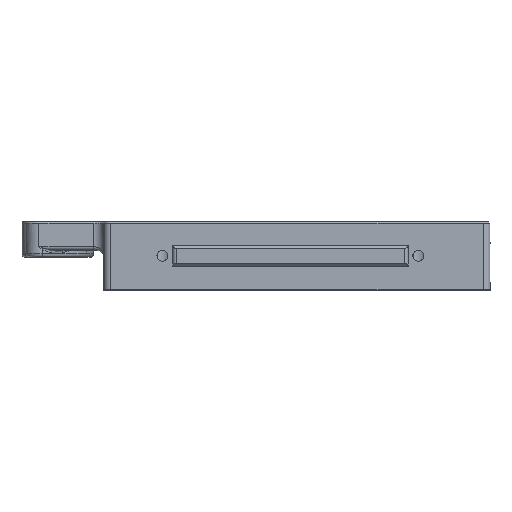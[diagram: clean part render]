
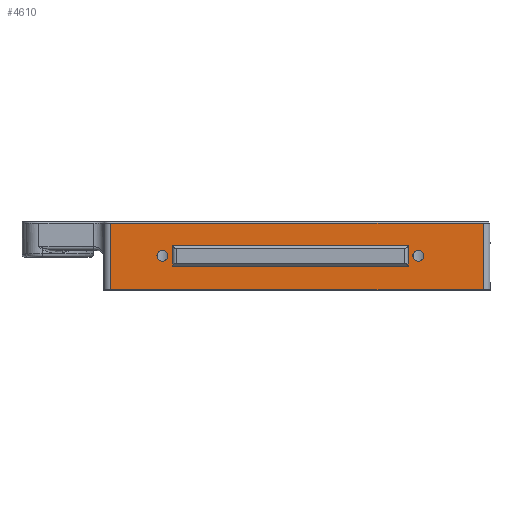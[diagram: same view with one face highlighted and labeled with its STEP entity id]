
A CAD part, top view. The second image highlights one B-rep face of the part: STEP entity #4610.
In plain terms, the highlighted planar face has unit normal (0, 0, 1).
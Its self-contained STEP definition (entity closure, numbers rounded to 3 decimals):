
#273=FACE_BOUND('',#675,.T.);
#274=FACE_BOUND('',#676,.T.);
#275=FACE_BOUND('',#677,.T.);
#293=PLANE('',#4985);
#413=FACE_OUTER_BOUND('',#674,.T.);
#674=EDGE_LOOP('',(#3400,#3401,#3402,#3403));
#675=EDGE_LOOP('',(#3404));
#676=EDGE_LOOP('',(#3405,#3406,#3407,#3408));
#677=EDGE_LOOP('',(#3409));
#1006=CIRCLE('',#4986,1.6);
#1007=CIRCLE('',#4987,1.6);
#1223=LINE('',#7164,#1623);
#1225=LINE('',#7169,#1625);
#1243=LINE('',#7243,#1643);
#1244=LINE('',#7244,#1644);
#1245=LINE('',#7249,#1645);
#1246=LINE('',#7251,#1646);
#1247=LINE('',#7253,#1647);
#1248=LINE('',#7254,#1648);
#1623=VECTOR('',#5688,10.);
#1625=VECTOR('',#5694,10.);
#1643=VECTOR('',#5746,10.);
#1644=VECTOR('',#5747,10.);
#1645=VECTOR('',#5750,10.);
#1646=VECTOR('',#5751,10.);
#1647=VECTOR('',#5752,10.);
#1648=VECTOR('',#5753,10.);
#1928=VERTEX_POINT('',#6770);
#2112=VERTEX_POINT('',#7163);
#2113=VERTEX_POINT('',#7167);
#2129=VERTEX_POINT('',#7242);
#2130=VERTEX_POINT('',#7245);
#2131=VERTEX_POINT('',#7247);
#2132=VERTEX_POINT('',#7248);
#2133=VERTEX_POINT('',#7250);
#2134=VERTEX_POINT('',#7252);
#2135=VERTEX_POINT('',#7255);
#2598=EDGE_CURVE('',#1928,#2112,#1223,.T.);
#2601=EDGE_CURVE('',#2113,#1928,#1225,.T.);
#2627=EDGE_CURVE('',#2129,#2113,#1243,.T.);
#2628=EDGE_CURVE('',#2112,#2129,#1244,.T.);
#2629=EDGE_CURVE('',#2130,#2130,#1006,.T.);
#2630=EDGE_CURVE('',#2131,#2132,#1245,.T.);
#2631=EDGE_CURVE('',#2132,#2133,#1246,.T.);
#2632=EDGE_CURVE('',#2133,#2134,#1247,.T.);
#2633=EDGE_CURVE('',#2134,#2131,#1248,.T.);
#2634=EDGE_CURVE('',#2135,#2135,#1007,.T.);
#3400=ORIENTED_EDGE('',*,*,#2598,.F.);
#3401=ORIENTED_EDGE('',*,*,#2601,.F.);
#3402=ORIENTED_EDGE('',*,*,#2627,.F.);
#3403=ORIENTED_EDGE('',*,*,#2628,.F.);
#3404=ORIENTED_EDGE('',*,*,#2629,.T.);
#3405=ORIENTED_EDGE('',*,*,#2630,.T.);
#3406=ORIENTED_EDGE('',*,*,#2631,.T.);
#3407=ORIENTED_EDGE('',*,*,#2632,.T.);
#3408=ORIENTED_EDGE('',*,*,#2633,.T.);
#3409=ORIENTED_EDGE('',*,*,#2634,.T.);
#4610=ADVANCED_FACE('',(#413,#273,#274,#275),#293,.T.);
#4985=AXIS2_PLACEMENT_3D('',#7241,#5744,#5745);
#4986=AXIS2_PLACEMENT_3D('',#7246,#5748,#5749);
#4987=AXIS2_PLACEMENT_3D('',#7256,#5754,#5755);
#5688=DIRECTION('',(0.,-1.,0.));
#5694=DIRECTION('',(1.,0.,0.));
#5744=DIRECTION('center_axis',(0.,0.,
1.));
#5745=DIRECTION('ref_axis',(1.,0.,0.));
#5746=DIRECTION('',(0.,1.,0.));
#5747=DIRECTION('',(-1.,0.,0.));
#5748=DIRECTION('center_axis',(0.,0.,
-1.));
#5749=DIRECTION('ref_axis',(-1.,0.,0.));
#5750=DIRECTION('',(1.,0.,0.));
#5751=DIRECTION('',(0.,-1.,0.));
#5752=DIRECTION('',(-1.,0.,0.));
#5753=DIRECTION('',(0.,1.,0.));
#5754=DIRECTION('center_axis',(0.,0.,
-1.));
#5755=DIRECTION('ref_axis',(-1.,0.,0.));
#6770=CARTESIAN_POINT('',(124.,-18.4,-58.096));
#7163=CARTESIAN_POINT('',(124.,-38.,-58.096));
#7164=CARTESIAN_POINT('',(124.,-38.,-58.096));
#7167=CARTESIAN_POINT('',(14.8,-18.4,-58.096));
#7169=CARTESIAN_POINT('',(21.4,-18.4,-58.096));
#7241=CARTESIAN_POINT('Origin',(15.8,-38.,-58.096));
#7242=CARTESIAN_POINT('',(14.8,-38.,-58.096));
#7243=CARTESIAN_POINT('',(14.8,-28.,-58.096));
#7244=CARTESIAN_POINT('',(69.5,-38.,-58.096));
#7245=CARTESIAN_POINT('',(31.6,-28.,-58.096));
#7246=CARTESIAN_POINT('Origin',(30.,-28.,-58.096));
#7247=CARTESIAN_POINT('',(33.,-25.,-58.096));
#7248=CARTESIAN_POINT('',(102.,-25.,-58.096));
#7249=CARTESIAN_POINT('',(33.9,-25.,-58.096));
#7250=CARTESIAN_POINT('',(102.,-31.,-58.096));
#7251=CARTESIAN_POINT('',(102.,-34.5,-58.096));
#7252=CARTESIAN_POINT('',(33.,-31.,-58.096));
#7253=CARTESIAN_POINT('',(24.4,-31.,-58.096));
#7254=CARTESIAN_POINT('',(33.,-31.5,-58.096));
#7255=CARTESIAN_POINT('',(106.6,-28.,-58.096));
#7256=CARTESIAN_POINT('Origin',(105.,-28.,-58.096));
